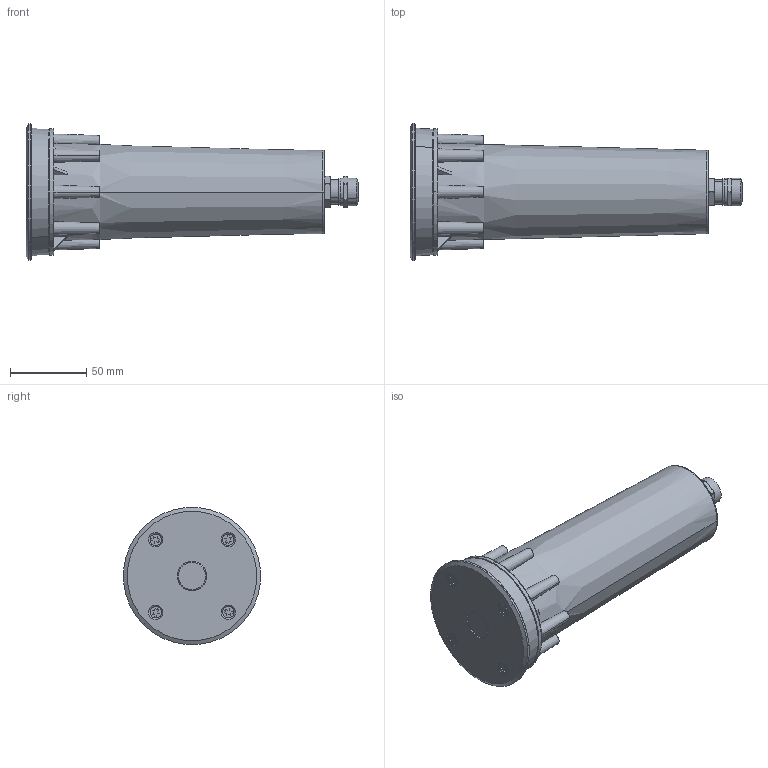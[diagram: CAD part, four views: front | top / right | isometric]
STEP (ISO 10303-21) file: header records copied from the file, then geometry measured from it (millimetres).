
FILE_DESCRIPTION (( 'STEP AP203' ), '1' );
FILE_NAME ('DK171117DD61.STEP', '2018-03-20T09:14:27', ( '' ), ( '' ), 'SwSTEP 2.0', 'SolidWorks 2017', '' );
FILE_SCHEMA (( 'CONFIG_CONTROL_DESIGN' ));
Length unit declared in the file: millimetre
Products named in the file (1): DK171117DD61
Bounding box: 217.3 x 89.66 x 89.66 mm (x, y, z)
Volume: 205129.3 mm3; surface area: 123199.4 mm2
Topology: 4 solids, 25 shells, 912 faces, 2221 edges, 1423 vertices
Faces by surface type: plane 393, cylinder 225, cone 177, bspline 116, sphere 1
Entity records: 30026 total; most frequent: CARTESIAN_POINT 9198, ORIENTED_EDGE 4384, DIRECTION 4206, EDGE_CURVE 2192, AXIS2_PLACEMENT_3D 1563, VERTEX_POINT 1421, VECTOR 1080, LINE 1080
